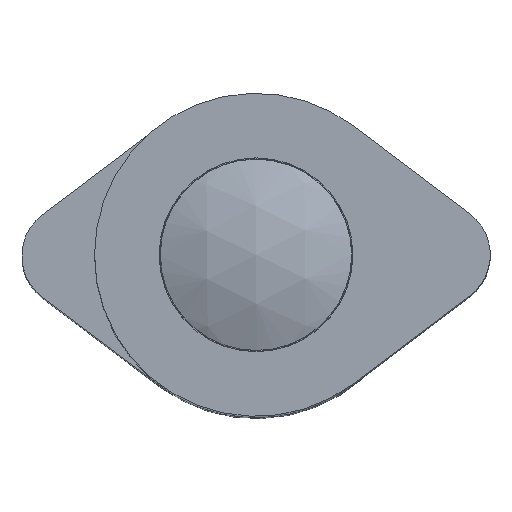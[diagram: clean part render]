
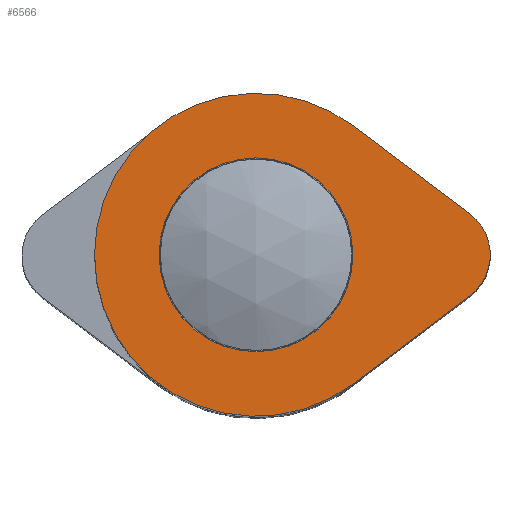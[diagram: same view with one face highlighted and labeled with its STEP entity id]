
A CAD part, top view. The second image highlights one B-rep face of the part: STEP entity #6566.
In plain terms, the highlighted planar face has unit normal (0, 0, 1).
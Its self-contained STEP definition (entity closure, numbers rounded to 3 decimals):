
#43=FACE_BOUND('',#978,.T.);
#148=PLANE('',#7083);
#560=FACE_OUTER_BOUND('',#977,.T.);
#977=EDGE_LOOP('',(#4729,#4730,#4731,#4732));
#978=EDGE_LOOP('',(#4733));
#1488=LINE('',#9743,#2201);
#1491=LINE('',#9750,#2204);
#2201=VECTOR('',#7753,10.);
#2204=VECTOR('',#7762,10.);
#2916=CIRCLE('',#7073,6.);
#2917=CIRCLE('',#7075,10.);
#2920=CIRCLE('',#7081,3.2);
#3136=VERTEX_POINT('',#9723);
#3138=VERTEX_POINT('',#9728);
#3139=VERTEX_POINT('',#9730);
#3143=VERTEX_POINT('',#9742);
#3144=VERTEX_POINT('',#9746);
#3763=EDGE_CURVE('',#3136,#3136,#2916,.T.);
#3765=EDGE_CURVE('',#3138,#3139,#2917,.T.);
#3771=EDGE_CURVE('',#3139,#3143,#1488,.T.);
#3773=EDGE_CURVE('',#3143,#3144,#2920,.T.);
#3775=EDGE_CURVE('',#3144,#3138,#1491,.T.);
#4729=ORIENTED_EDGE('',*,*,#3771,.F.);
#4730=ORIENTED_EDGE('',*,*,#3765,.F.);
#4731=ORIENTED_EDGE('',*,*,#3775,.F.);
#4732=ORIENTED_EDGE('',*,*,#3773,.F.);
#4733=ORIENTED_EDGE('',*,*,#3763,.T.);
#6566=ADVANCED_FACE('',(#560,#43),#148,.T.);
#7073=AXIS2_PLACEMENT_3D('',#9725,#7735,#7736);
#7075=AXIS2_PLACEMENT_3D('',#9731,#7740,#7741);
#7081=AXIS2_PLACEMENT_3D('',#9747,#7757,#7758);
#7083=AXIS2_PLACEMENT_3D('',#9751,#7763,#7764);
#7735=DIRECTION('center_axis',(0.,0.,-1.));
#7736=DIRECTION('ref_axis',(-1.,0.,0.));
#7740=DIRECTION('center_axis',(0.,0.,-1.));
#7741=DIRECTION('ref_axis',(1.,0.,0.));
#7753=DIRECTION('',(0.799,-0.602,0.));
#7757=DIRECTION('center_axis',(0.,0.,-1.));
#7758=DIRECTION('ref_axis',(0.602,-0.799,0.));
#7762=DIRECTION('',(-0.799,-0.602,0.));
#7763=DIRECTION('center_axis',(0.,0.,1.));
#7764=DIRECTION('ref_axis',(1.,0.,0.));
#9723=CARTESIAN_POINT('',(6.,0.,20.625));
#9725=CARTESIAN_POINT('Origin',(0.,0.,20.625));
#9728=CARTESIAN_POINT('',(6.018,-7.987,20.625));
#9730=CARTESIAN_POINT('',(6.018,7.987,20.625));
#9731=CARTESIAN_POINT('Origin',(0.,0.,20.625));
#9742=CARTESIAN_POINT('',(13.226,2.556,20.625));
#9743=CARTESIAN_POINT('',(13.226,2.556,20.625));
#9746=CARTESIAN_POINT('',(13.226,-2.556,20.625));
#9747=CARTESIAN_POINT('Origin',(11.3,0.,20.625));
#9750=CARTESIAN_POINT('',(6.018,-7.987,20.625));
#9751=CARTESIAN_POINT('Origin',(9.685,0.,20.625));
